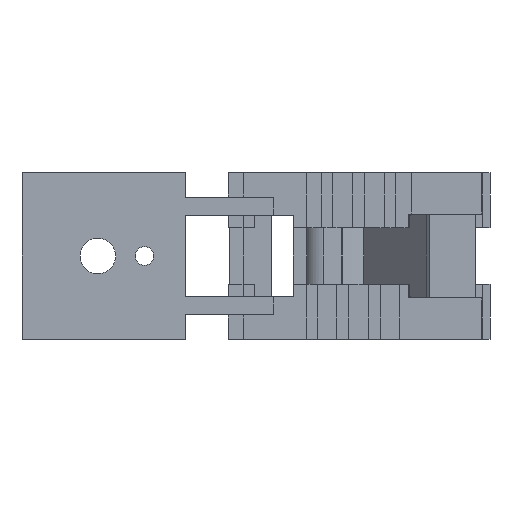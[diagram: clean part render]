
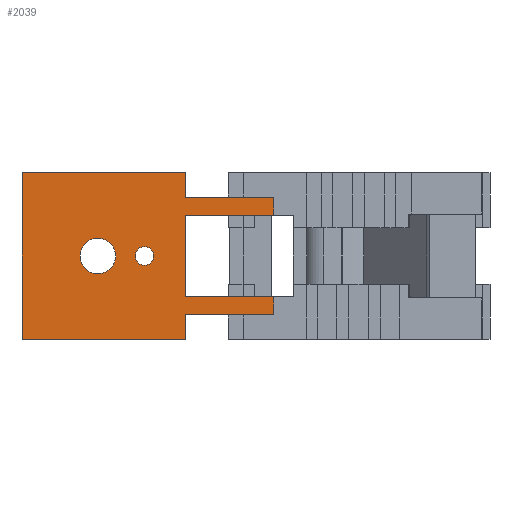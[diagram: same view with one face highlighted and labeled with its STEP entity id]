
A CAD part, left-side view. The second image highlights one B-rep face of the part: STEP entity #2039.
In plain terms, the highlighted planar face has unit normal (-1, 0, 0).
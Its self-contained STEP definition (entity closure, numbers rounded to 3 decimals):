
#206 = VECTOR ( 'NONE', #11159, 1000. ) ;
#296 = EDGE_LOOP ( 'NONE', ( #6610, #12990, #3269, #4340, #13546, #14065, #11652, #10983, #759, #8017, #11244, #2021 ) ) ;
#759 = ORIENTED_EDGE ( 'NONE', *, *, #11605, .T. ) ;
#958 = VERTEX_POINT ( 'NONE', #2831 ) ;
#1179 = VECTOR ( 'NONE', #4724, 1000. ) ;
#1199 = CARTESIAN_POINT ( 'NONE',  ( -2.5, 52.306, 10. ) ) ;
#1423 = VERTEX_POINT ( 'NONE', #4653 ) ;
#1507 = DIRECTION ( 'NONE',  ( 0., 0., -1. ) ) ;
#1526 = LINE ( 'NONE', #5524, #10654 ) ;
#1550 = VERTEX_POINT ( 'NONE', #10299 ) ;
#1653 = LINE ( 'NONE', #16177, #17376 ) ;
#1718 = LINE ( 'NONE', #7770, #17206 ) ;
#1765 = AXIS2_PLACEMENT_3D ( 'NONE', #5411, #12629, #9795 ) ;
#2021 = ORIENTED_EDGE ( 'NONE', *, *, #5429, .T. ) ;
#2039 = ADVANCED_FACE ( 'NONE', ( #11344, #8183, #4533 ), #9682, .T. ) ;
#2581 = DIRECTION ( 'NONE',  ( 0., 0., -1. ) ) ;
#2593 = DIRECTION ( 'NONE',  ( 1., 0., 0. ) ) ;
#2673 = CARTESIAN_POINT ( 'NONE',  ( -2.5, 37.108, 7. ) ) ;
#2678 = ORIENTED_EDGE ( 'NONE', *, *, #8540, .T. ) ;
#2815 = CARTESIAN_POINT ( 'NONE',  ( -2.5, 80.306, -14.3 ) ) ;
#2831 = CARTESIAN_POINT ( 'NONE',  ( -2.5, 52.306, -10. ) ) ;
#3069 = LINE ( 'NONE', #4782, #16895 ) ;
#3119 = CARTESIAN_POINT ( 'NONE',  ( -2.5, 52.306, -14.3 ) ) ;
#3132 = CARTESIAN_POINT ( 'NONE',  ( -2.5, 37.108, 10. ) ) ;
#3158 = DIRECTION ( 'NONE',  ( 0., 1., 0. ) ) ;
#3269 = ORIENTED_EDGE ( 'NONE', *, *, #9030, .T. ) ;
#3347 = CARTESIAN_POINT ( 'NONE',  ( -2.5, 37.108, 7. ) ) ;
#3410 = CARTESIAN_POINT ( 'NONE',  ( -2.5, 59.306, 0. ) ) ;
#3969 = DIRECTION ( 'NONE',  ( 0., -1., 0. ) ) ;
#3986 = DIRECTION ( 'NONE',  ( 0., 0., 1. ) ) ;
#4128 = DIRECTION ( 'NONE',  ( 0., -1., 0. ) ) ;
#4185 = AXIS2_PLACEMENT_3D ( 'NONE', #16228, #14928, #2581 ) ;
#4340 = ORIENTED_EDGE ( 'NONE', *, *, #13979, .F. ) ;
#4533 = FACE_OUTER_BOUND ( 'NONE', #296, .T. ) ;
#4653 = CARTESIAN_POINT ( 'NONE',  ( -2.5, 37.108, -7. ) ) ;
#4720 = CIRCLE ( 'NONE', #4185, 3.05 ) ;
#4724 = DIRECTION ( 'NONE',  ( 0., -1., 0. ) ) ;
#4775 = DIRECTION ( 'NONE',  ( 1., 0., 0. ) ) ;
#4782 = CARTESIAN_POINT ( 'NONE',  ( -2.5, 52.306, -14.3 ) ) ;
#4790 = VERTEX_POINT ( 'NONE', #12262 ) ;
#4866 = EDGE_CURVE ( 'NONE', #10835, #11021, #1653, .T. ) ;
#5096 = VECTOR ( 'NONE', #4128, 1000. ) ;
#5247 = DIRECTION ( 'NONE',  ( 0., 0., -1. ) ) ;
#5411 = CARTESIAN_POINT ( 'NONE',  ( -2.5, 37.108, -10. ) ) ;
#5429 = EDGE_CURVE ( 'NONE', #1550, #1423, #14817, .T. ) ;
#5524 = CARTESIAN_POINT ( 'NONE',  ( -2.5, 52.306, -14.3 ) ) ;
#5698 = CIRCLE ( 'NONE', #12246, 1.6 ) ;
#5709 = VERTEX_POINT ( 'NONE', #9881 ) ;
#5910 = LINE ( 'NONE', #7940, #16329 ) ;
#6123 = AXIS2_PLACEMENT_3D ( 'NONE', #14260, #2593, #5247 ) ;
#6142 = ORIENTED_EDGE ( 'NONE', *, *, #12692, .T. ) ;
#6181 = ORIENTED_EDGE ( 'NONE', *, *, #15999, .T. ) ;
#6584 = EDGE_CURVE ( 'NONE', #16252, #958, #1526, .T. ) ;
#6598 = CARTESIAN_POINT ( 'NONE',  ( -2.5, 67.306, -3.05 ) ) ;
#6610 = ORIENTED_EDGE ( 'NONE', *, *, #14418, .F. ) ;
#6915 = EDGE_CURVE ( 'NONE', #958, #1550, #1718, .T. ) ;
#7095 = AXIS2_PLACEMENT_3D ( 'NONE', #9037, #15720, #10383 ) ;
#7770 = CARTESIAN_POINT ( 'NONE',  ( -2.5, 37.108, -10. ) ) ;
#7790 = VERTEX_POINT ( 'NONE', #14508 ) ;
#7940 = CARTESIAN_POINT ( 'NONE',  ( -2.5, 37.108, 10. ) ) ;
#8017 = ORIENTED_EDGE ( 'NONE', *, *, #6584, .T. ) ;
#8040 = VECTOR ( 'NONE', #3969, 1000. ) ;
#8183 = FACE_BOUND ( 'NONE', #15162, .T. ) ;
#8540 = EDGE_CURVE ( 'NONE', #11421, #13057, #4720, .T. ) ;
#8550 = EDGE_LOOP ( 'NONE', ( #6142, #14675 ) ) ;
#8837 = DIRECTION ( 'NONE',  ( 0., 0., 1. ) ) ;
#9030 = EDGE_CURVE ( 'NONE', #7790, #17542, #9366, .T. ) ;
#9037 = CARTESIAN_POINT ( 'NONE',  ( -2.5, 67.306, 0. ) ) ;
#9129 = VECTOR ( 'NONE', #3158, 1000. ) ;
#9327 = VERTEX_POINT ( 'NONE', #15419 ) ;
#9366 = LINE ( 'NONE', #2673, #5096 ) ;
#9506 = DIRECTION ( 'NONE',  ( 0., 0., 1. ) ) ;
#9514 = CARTESIAN_POINT ( 'NONE',  ( -2.5, 37.108, -7. ) ) ;
#9682 = PLANE ( 'NONE',  #1765 ) ;
#9730 = CARTESIAN_POINT ( 'NONE',  ( -2.5, 52.306, -14.3 ) ) ;
#9793 = VERTEX_POINT ( 'NONE', #13735 ) ;
#9795 = DIRECTION ( 'NONE',  ( 0., 0., 1. ) ) ;
#9881 = CARTESIAN_POINT ( 'NONE',  ( -2.5, 37.108, 10. ) ) ;
#9966 = LINE ( 'NONE', #16869, #9129 ) ;
#10299 = CARTESIAN_POINT ( 'NONE',  ( -2.5, 37.108, -10. ) ) ;
#10383 = DIRECTION ( 'NONE',  ( 0., 0., -1. ) ) ;
#10540 = VERTEX_POINT ( 'NONE', #12772 ) ;
#10654 = VECTOR ( 'NONE', #9506, 1000. ) ;
#10835 = VERTEX_POINT ( 'NONE', #1199 ) ;
#10865 = CARTESIAN_POINT ( 'NONE',  ( -2.5, 37.108, -10. ) ) ;
#10939 = VECTOR ( 'NONE', #13955, 1000. ) ;
#10983 = ORIENTED_EDGE ( 'NONE', *, *, #11037, .T. ) ;
#11021 = VERTEX_POINT ( 'NONE', #11297 ) ;
#11037 = EDGE_CURVE ( 'NONE', #14543, #9793, #16850, .T. ) ;
#11159 = DIRECTION ( 'NONE',  ( 0., -1., 0. ) ) ;
#11244 = ORIENTED_EDGE ( 'NONE', *, *, #6915, .T. ) ;
#11297 = CARTESIAN_POINT ( 'NONE',  ( -2.5, 52.306, 14.3 ) ) ;
#11344 = FACE_BOUND ( 'NONE', #8550, .T. ) ;
#11421 = VERTEX_POINT ( 'NONE', #6598 ) ;
#11605 = EDGE_CURVE ( 'NONE', #9793, #16252, #17449, .T. ) ;
#11652 = ORIENTED_EDGE ( 'NONE', *, *, #12184, .T. ) ;
#11746 = DIRECTION ( 'NONE',  ( 0., 0., -1. ) ) ;
#12055 = VECTOR ( 'NONE', #16319, 1000. ) ;
#12184 = EDGE_CURVE ( 'NONE', #11021, #14543, #9966, .T. ) ;
#12246 = AXIS2_PLACEMENT_3D ( 'NONE', #3410, #4775, #11746 ) ;
#12258 = CIRCLE ( 'NONE', #7095, 3.05 ) ;
#12262 = CARTESIAN_POINT ( 'NONE',  ( -2.5, 59.306, 1.6 ) ) ;
#12467 = CIRCLE ( 'NONE', #6123, 1.6 ) ;
#12629 = DIRECTION ( 'NONE',  ( -1., 0., 0. ) ) ;
#12692 = EDGE_CURVE ( 'NONE', #10540, #4790, #12467, .T. ) ;
#12772 = CARTESIAN_POINT ( 'NONE',  ( -2.5, 59.306, -1.6 ) ) ;
#12919 = EDGE_CURVE ( 'NONE', #10835, #5709, #16684, .T. ) ;
#12990 = ORIENTED_EDGE ( 'NONE', *, *, #13087, .T. ) ;
#13057 = VERTEX_POINT ( 'NONE', #17073 ) ;
#13087 = EDGE_CURVE ( 'NONE', #9327, #7790, #3069, .T. ) ;
#13546 = ORIENTED_EDGE ( 'NONE', *, *, #12919, .F. ) ;
#13712 = CARTESIAN_POINT ( 'NONE',  ( -2.5, 80.306, 14.3 ) ) ;
#13735 = CARTESIAN_POINT ( 'NONE',  ( -2.5, 80.306, -14.3 ) ) ;
#13955 = DIRECTION ( 'NONE',  ( 0., 0., -1. ) ) ;
#13979 = EDGE_CURVE ( 'NONE', #5709, #17542, #5910, .T. ) ;
#14065 = ORIENTED_EDGE ( 'NONE', *, *, #4866, .T. ) ;
#14260 = CARTESIAN_POINT ( 'NONE',  ( -2.5, 59.306, 0. ) ) ;
#14418 = EDGE_CURVE ( 'NONE', #9327, #1423, #15243, .T. ) ;
#14508 = CARTESIAN_POINT ( 'NONE',  ( -2.5, 52.306, 7. ) ) ;
#14543 = VERTEX_POINT ( 'NONE', #13712 ) ;
#14675 = ORIENTED_EDGE ( 'NONE', *, *, #17527, .T. ) ;
#14817 = LINE ( 'NONE', #10865, #12055 ) ;
#14928 = DIRECTION ( 'NONE',  ( 1., 0., 0. ) ) ;
#15162 = EDGE_LOOP ( 'NONE', ( #2678, #6181 ) ) ;
#15243 = LINE ( 'NONE', #9514, #8040 ) ;
#15419 = CARTESIAN_POINT ( 'NONE',  ( -2.5, 52.306, -7. ) ) ;
#15720 = DIRECTION ( 'NONE',  ( 1., 0., 0. ) ) ;
#15944 = DIRECTION ( 'NONE',  ( 0., -1., 0. ) ) ;
#15999 = EDGE_CURVE ( 'NONE', #13057, #11421, #12258, .T. ) ;
#16177 = CARTESIAN_POINT ( 'NONE',  ( -2.5, 52.306, -14.3 ) ) ;
#16228 = CARTESIAN_POINT ( 'NONE',  ( -2.5, 67.306, 0. ) ) ;
#16252 = VERTEX_POINT ( 'NONE', #9730 ) ;
#16319 = DIRECTION ( 'NONE',  ( 0., 0., 1. ) ) ;
#16329 = VECTOR ( 'NONE', #1507, 1000. ) ;
#16684 = LINE ( 'NONE', #3132, #1179 ) ;
#16850 = LINE ( 'NONE', #2815, #10939 ) ;
#16869 = CARTESIAN_POINT ( 'NONE',  ( -2.5, 52.306, 14.3 ) ) ;
#16895 = VECTOR ( 'NONE', #8837, 1000. ) ;
#17073 = CARTESIAN_POINT ( 'NONE',  ( -2.5, 67.306, 3.05 ) ) ;
#17206 = VECTOR ( 'NONE', #15944, 1000. ) ;
#17376 = VECTOR ( 'NONE', #3986, 1000. ) ;
#17449 = LINE ( 'NONE', #3119, #206 ) ;
#17527 = EDGE_CURVE ( 'NONE', #4790, #10540, #5698, .T. ) ;
#17542 = VERTEX_POINT ( 'NONE', #3347 ) ;
